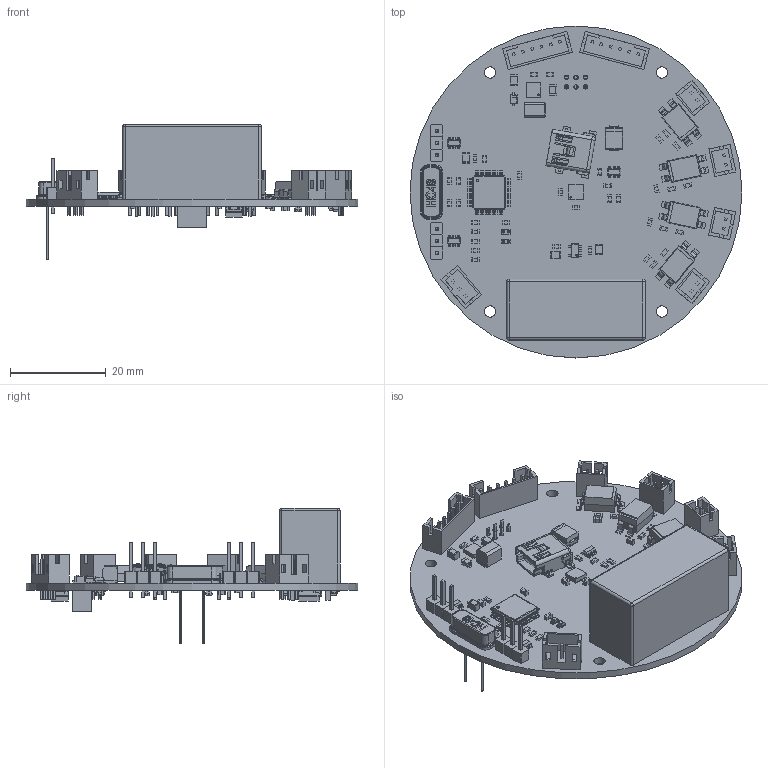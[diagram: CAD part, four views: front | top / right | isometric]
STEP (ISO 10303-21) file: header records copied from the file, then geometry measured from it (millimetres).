
FILE_DESCRIPTION(('Open CASCADE Model'),'2;1');
FILE_NAME('Open CASCADE Shape Model','2022-12-14T20:06:01',('Author'),( 'Open CASCADE'),'Open CASCADE STEP processor 7.5','Open CASCADE 7.5' ,'Unknown');
FILE_SCHEMA(('AUTOMOTIVE_DESIGN { 1 0 10303 214 1 1 1 1 }'));
Length unit declared in the file: millimetre
Products named in the file (132): PCB; Board; Open CASCADE STEP translator 7.5 1.1.1; J2; 1734035-1; R27; RESC1608; U4; SW3dPS-SOT-23-6; JP9; B3B-PH-K-S; D4; User Library-SOD323-1; D3; D2; D1; U5; vbh48a; BODY_VBH48A; LEAD_VBH48A; R23; R22; D9; User Library-DO-214AA_SMB; D8; D10; U1; 5669491472; U2; TPS61042DRBT; R1; R20; R19; R16; R15; R14; L1; NLC453232T-4R7K-PF; JP6; B6B-PH-K-S ...
Assembly tree (243 placements, depth 4):
  PCB
    Board
      Open CASCADE STEP translator 7.5 1.1.1
    J2
      1734035-1
    R27
      RESC1608
    U4
      SW3dPS-SOT-23-6
    JP9
      B3B-PH-K-S
    D4
      User Library-SOD323-1
    D3
      User Library-SOD323-1
    D2
      User Library-SOD323-1
    D1
      User Library-SOD323-1
    U5
      vbh48a
        BODY_VBH48A
        LEAD_VBH48A  x48
    R23
      RESC1608
    R22
      RESC1608
    D9
      User Library-DO-214AA_SMB
    D8
      User Library-SOD323-1
    D10
      User Library-DO-214AA_SMB
    U1
      5669491472
    U2
      TPS61042DRBT
    R1
      RESC1608
    R20
      RESC1608
    R19
      RESC1608
    R16
      RESC1608
    R15
      RESC1608
    R14
      RESC1608
    L1
      NLC453232T-4R7K-PF
    JP6
      B6B-PH-K-S
    JP5
      B6B-PH-K-S
    JP4
      B2B-PH-K-S
    JP3
      B2B-PH-K-S
    JP2
Bounding box: 69.5 x 69.5 x 28.4 mm (x, y, z)
Volume: 13567.3 mm3; surface area: 15728.7 mm2
Topology: 191 solids, 193 shells, 4512 faces, 11397 edges, 7438 vertices
Faces by surface type: plane 3697, cylinder 730, bspline 37, sphere 28, torus 12, cone 8
Full cylindrical faces by diameter (mm): 0.7 x13, 0.8 x12, 0.9 x14, 1.32 x5, 2.4 x4, 69.5 x1
Entity records: 71280 total; most frequent: CARTESIAN_POINT 13013, DIRECTION 10254, ORIENTED_EDGE 10242, EDGE_CURVE 5139, LINE 4218, VECTOR 4218, VERTEX_POINT 3334, AXIS2_PLACEMENT_3D 3018
